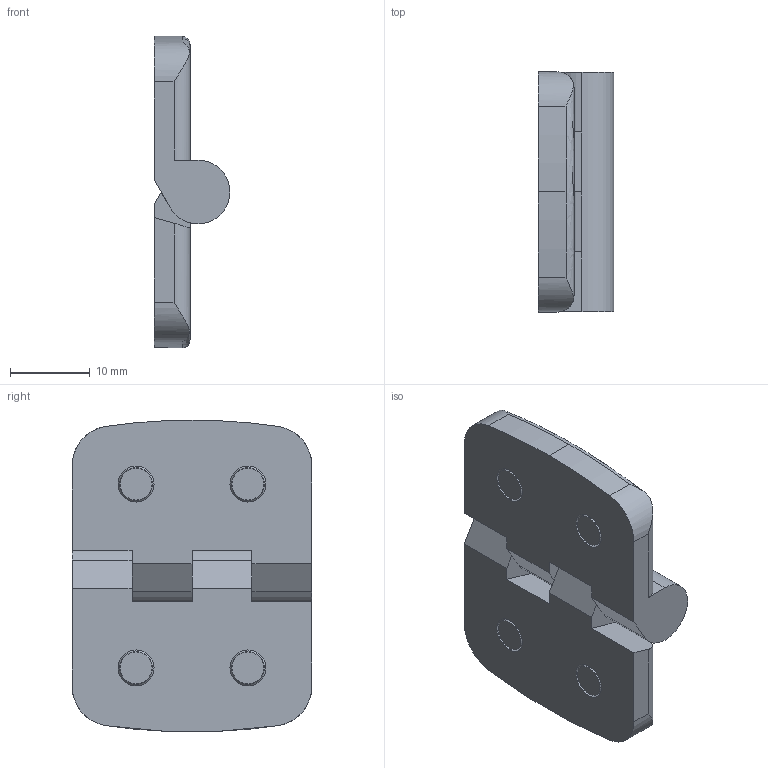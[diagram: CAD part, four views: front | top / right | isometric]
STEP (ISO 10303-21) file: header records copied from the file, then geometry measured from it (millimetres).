
FILE_DESCRIPTION (( 'STEP AP214' ), '1' );
FILE_NAME ('72257201', '2019-02-04T10:04:35', ( '' ), ('JUGARD+KÜNSTNER GmbH'), 'SwSTEP 2.0', 'SolidWorks 2017', '' );
FILE_SCHEMA (( 'AUTOMOTIVE_DESIGN' ));
Length unit declared in the file: millimetre
Products named in the file (1): 72257201_CNAJF00
Bounding box: 9.5 x 30 x 39 mm (x, y, z)
Volume: 5546.4 mm3; surface area: 3600.4 mm2
Topology: 1 solids, 1 shells, 139 faces, 350 edges, 221 vertices
Faces by surface type: plane 64, cylinder 48, cone 16, bspline 11
Entity records: 5140 total; most frequent: CARTESIAN_POINT 1171, DIRECTION 709, ORIENTED_EDGE 700, EDGE_CURVE 350, AXIS2_PLACEMENT_3D 247, VERTEX_POINT 221, LINE 215, VECTOR 215
